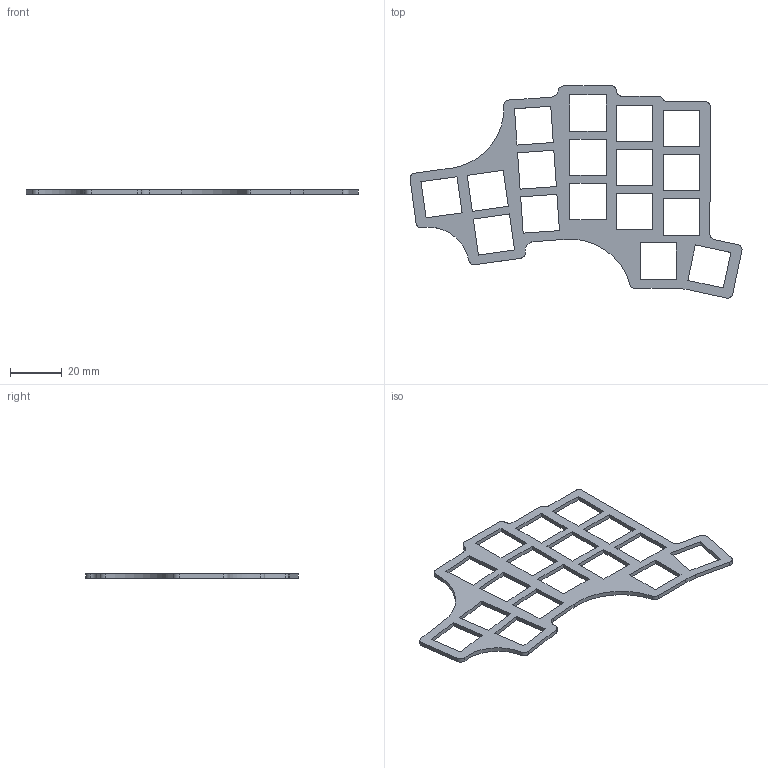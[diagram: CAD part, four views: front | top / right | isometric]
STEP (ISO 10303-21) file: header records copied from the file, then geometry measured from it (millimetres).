
FILE_DESCRIPTION(('KiCad electronic assembly'),'2;1');
FILE_NAME('clog-v3-plate.step','2022-11-25T22:22:15',('Pcbnew'),('Kicad' ),'Open CASCADE STEP processor 7.6','KiCad to STEP converter', 'Unknown');
FILE_SCHEMA(('AUTOMOTIVE_DESIGN { 1 0 10303 214 1 1 1 1 }'));
Length unit declared in the file: millimetre
Products named in the file (2): clog-v3-plate 1; clog-v3-plate PCB
Assembly tree (1 placements, depth 2):
  clog-v3-plate 1
    clog-v3-plate PCB
Bounding box: 127.85 x 81.77 x 1.6 mm (x, y, z)
Volume: 5121.9 mm3; surface area: 8536.5 mm2
Topology: 1 solids, 1 shells, 104 faces, 306 edges, 204 vertices
Faces by surface type: plane 83, cylinder 21
Entity records: 7651 total; most frequent: CARTESIAN_POINT 1480, DIRECTION 1130, LINE 834, VECTOR 834, ORIENTED_EDGE 612, PCURVE 612, DEFINITIONAL_REPRESENTATION 612, EDGE_CURVE 306
